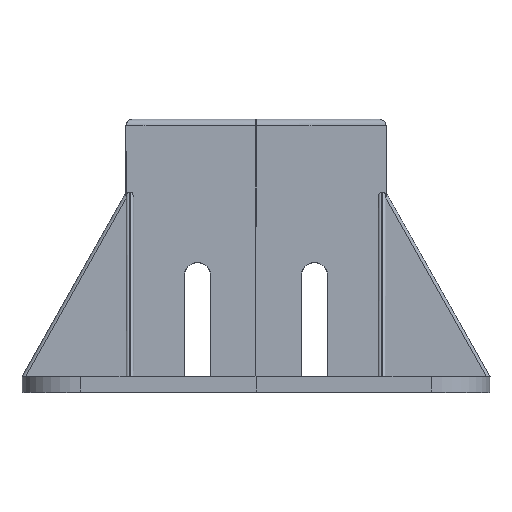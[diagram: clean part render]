
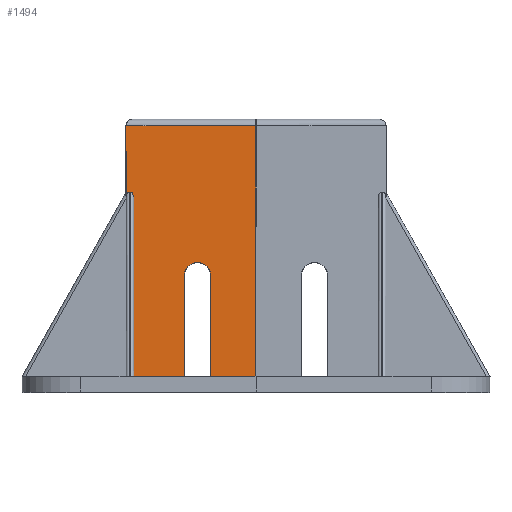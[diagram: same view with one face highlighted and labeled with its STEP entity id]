
A CAD part, top view. The second image highlights one B-rep face of the part: STEP entity #1494.
In plain terms, the highlighted planar face has unit normal (0, 0, 1).
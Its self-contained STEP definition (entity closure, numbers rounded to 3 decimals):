
#15 = CARTESIAN_POINT ( 'NONE',  ( -24.5, 105., 27.5 ) ) ;
#57 = CARTESIAN_POINT ( 'NONE',  ( 7.5, 6., 27.5 ) ) ;
#75 = EDGE_CURVE ( 'NONE', #2310, #1893, #1172, .T. ) ;
#100 = LINE ( 'NONE', #15, #2923 ) ;
#113 = EDGE_CURVE ( 'NONE', #2767, #2164, #3275, .T. ) ;
#120 = ORIENTED_EDGE ( 'NONE', *, *, #3130, .T. ) ;
#158 = CARTESIAN_POINT ( 'NONE',  ( 7.5, 6., 27.5 ) ) ;
#266 = ORIENTED_EDGE ( 'NONE', *, *, #2879, .F. ) ;
#268 = EDGE_CURVE ( 'NONE', #1357, #1232, #100, .T. ) ;
#306 = VERTEX_POINT ( 'NONE', #2175 ) ;
#385 = CARTESIAN_POINT ( 'NONE',  ( 5., 6., 27.5 ) ) ;
#414 = VECTOR ( 'NONE', #627, 1000. ) ;
#427 = DIRECTION ( 'NONE',  ( 1., 0., 0. ) ) ;
#469 = CARTESIAN_POINT ( 'NONE',  ( -24.5, 6., 27.5 ) ) ;
#504 = EDGE_CURVE ( 'NONE', #2310, #306, #593, .T. ) ;
#511 = CARTESIAN_POINT ( 'NONE',  ( 22.5, 6., 27.5 ) ) ;
#546 = ORIENTED_EDGE ( 'NONE', *, *, #2814, .F. ) ;
#565 = DIRECTION ( 'NONE',  ( 0., 0., -1. ) ) ;
#593 =( BOUNDED_CURVE ( )  B_SPLINE_CURVE ( 3, ( #811, #1118, #2988, #1074 ),
 .UNSPECIFIED., .F., .F. ) 
 B_SPLINE_CURVE_WITH_KNOTS ( ( 4, 4 ),
 ( 0., 1.571 ),
 .UNSPECIFIED. ) 
 CURVE ( )  GEOMETRIC_REPRESENTATION_ITEM ( )  RATIONAL_B_SPLINE_CURVE ( ( 1., 0.805, 0.805, 1. ) ) 
 REPRESENTATION_ITEM ( '' )  );
#598 = ORIENTED_EDGE ( 'NONE', *, *, #75, .T. ) ;
#617 = EDGE_CURVE ( 'NONE', #1357, #3011, #2697, .T. ) ;
#627 = DIRECTION ( 'NONE',  ( 0., 1., 0. ) ) ;
#629 = VECTOR ( 'NONE', #2921, 1000. ) ;
#651 = DIRECTION ( 'NONE',  ( 0., -1., 0. ) ) ;
#680 = ORIENTED_EDGE ( 'NONE', *, *, #2324, .T. ) ;
#725 = CARTESIAN_POINT ( 'NONE',  ( 27.5, 102.5, 27.5 ) ) ;
#726 = DIRECTION ( 'NONE',  ( 1., 0., 0. ) ) ;
#811 = CARTESIAN_POINT ( 'NONE',  ( -26.3, 77., 27.5 ) ) ;
#850 = EDGE_CURVE ( 'NONE', #2356, #1203, #2692, .T. ) ;
#853 = CARTESIAN_POINT ( 'NONE',  ( -5., 6., 27.5 ) ) ;
#854 = ORIENTED_EDGE ( 'NONE', *, *, #2673, .F. ) ;
#921 = DIRECTION ( 'NONE',  ( 0., 0., -1. ) ) ;
#1052 =( BOUNDED_CURVE ( )  B_SPLINE_CURVE ( 3, ( #3121, #1482, #3404, #1751 ),
 .UNSPECIFIED., .F., .F. ) 
 B_SPLINE_CURVE_WITH_KNOTS ( ( 4, 4 ),
 ( 1.571, 3.142 ),
 .UNSPECIFIED. ) 
 CURVE ( )  GEOMETRIC_REPRESENTATION_ITEM ( )  RATIONAL_B_SPLINE_CURVE ( ( 1., 0.805, 0.805, 1. ) ) 
 REPRESENTATION_ITEM ( '' )  );
#1074 = CARTESIAN_POINT ( 'NONE',  ( -27.5, 74.555, 27.5 ) ) ;
#1091 = VECTOR ( 'NONE', #726, 1000. ) ;
#1118 = CARTESIAN_POINT ( 'NONE',  ( -27.003, 77., 27.5 ) ) ;
#1135 = LINE ( 'NONE', #2258, #414 ) ;
#1151 = VECTOR ( 'NONE', #2784, 1000. ) ;
#1161 = LINE ( 'NONE', #2011, #2524 ) ;
#1172 = LINE ( 'NONE', #2349, #1091 ) ;
#1199 = VECTOR ( 'NONE', #3332, 1000. ) ;
#1203 = VERTEX_POINT ( 'NONE', #385 ) ;
#1232 = VERTEX_POINT ( 'NONE', #2584 ) ;
#1237 = CARTESIAN_POINT ( 'NONE',  ( 0., 45., 27.5 ) ) ;
#1260 = VECTOR ( 'NONE', #1316, 1000. ) ;
#1289 = AXIS2_PLACEMENT_3D ( 'NONE', #3297, #565, #3268 ) ;
#1313 = CARTESIAN_POINT ( 'NONE',  ( 5., 45., 27.5 ) ) ;
#1316 = DIRECTION ( 'NONE',  ( 0., 1., 0. ) ) ;
#1334 = VECTOR ( 'NONE', #427, 1000. ) ;
#1338 = PLANE ( 'NONE',  #1289 ) ;
#1357 = VERTEX_POINT ( 'NONE', #469 ) ;
#1379 = CARTESIAN_POINT ( 'NONE',  ( -26.3, 77., 27.5 ) ) ;
#1413 = CARTESIAN_POINT ( 'NONE',  ( -67.5, 6., 27.5 ) ) ;
#1426 = VERTEX_POINT ( 'NONE', #1565 ) ;
#1454 = EDGE_CURVE ( 'NONE', #3084, #2767, #2630, .T. ) ;
#1482 = CARTESIAN_POINT ( 'NONE',  ( -24.5, 75.987, 27.5 ) ) ;
#1494 = ADVANCED_FACE ( 'NONE', ( #3474 ), #1338, .F. ) ;
#1526 = CARTESIAN_POINT ( 'NONE',  ( -25.7, 77., 27.5 ) ) ;
#1535 = CARTESIAN_POINT ( 'NONE',  ( -67.5, 6., 27.5 ) ) ;
#1565 = CARTESIAN_POINT ( 'NONE',  ( 22.5, 102.5, 27.5 ) ) ;
#1674 = VERTEX_POINT ( 'NONE', #1930 ) ;
#1740 = ORIENTED_EDGE ( 'NONE', *, *, #1773, .F. ) ;
#1751 = CARTESIAN_POINT ( 'NONE',  ( -25.7, 77., 27.5 ) ) ;
#1773 = EDGE_CURVE ( 'NONE', #1674, #1426, #2706, .T. ) ;
#1779 = ORIENTED_EDGE ( 'NONE', *, *, #617, .T. ) ;
#1818 = CARTESIAN_POINT ( 'NONE',  ( 7.5, 6., 27.5 ) ) ;
#1864 = CARTESIAN_POINT ( 'NONE',  ( -27.5, 105., 27.5 ) ) ;
#1893 = VERTEX_POINT ( 'NONE', #1526 ) ;
#1913 = CARTESIAN_POINT ( 'NONE',  ( -7.5, 6., 27.5 ) ) ;
#1930 = CARTESIAN_POINT ( 'NONE',  ( -27.5, 102.5, 27.5 ) ) ;
#1962 = VECTOR ( 'NONE', #2626, 1000. ) ;
#2011 = CARTESIAN_POINT ( 'NONE',  ( 5., 45., 27.5 ) ) ;
#2069 = ORIENTED_EDGE ( 'NONE', *, *, #504, .F. ) ;
#2084 = ORIENTED_EDGE ( 'NONE', *, *, #113, .T. ) ;
#2164 = VERTEX_POINT ( 'NONE', #1313 ) ;
#2175 = CARTESIAN_POINT ( 'NONE',  ( -27.5, 74.555, 27.5 ) ) ;
#2203 = DIRECTION ( 'NONE',  ( 0., 1., 0. ) ) ;
#2258 = CARTESIAN_POINT ( 'NONE',  ( 22.5, 0., 27.5 ) ) ;
#2300 = AXIS2_PLACEMENT_3D ( 'NONE', #1237, #921, #3105 ) ;
#2310 = VERTEX_POINT ( 'NONE', #1379 ) ;
#2324 = EDGE_CURVE ( 'NONE', #2356, #3413, #2659, .T. ) ;
#2349 = CARTESIAN_POINT ( 'NONE',  ( -27.5, 77., 27.5 ) ) ;
#2356 = VERTEX_POINT ( 'NONE', #158 ) ;
#2524 = VECTOR ( 'NONE', #651, 1000. ) ;
#2560 = EDGE_CURVE ( 'NONE', #2164, #1203, #1161, .T. ) ;
#2584 = CARTESIAN_POINT ( 'NONE',  ( -24.5, 74.555, 27.5 ) ) ;
#2609 = CARTESIAN_POINT ( 'NONE',  ( -5., 45., 27.5 ) ) ;
#2623 = ORIENTED_EDGE ( 'NONE', *, *, #1454, .T. ) ;
#2626 = DIRECTION ( 'NONE',  ( 1., 0., 0. ) ) ;
#2630 = LINE ( 'NONE', #3488, #1260 ) ;
#2659 = LINE ( 'NONE', #1413, #1199 ) ;
#2673 = EDGE_CURVE ( 'NONE', #1232, #1893, #1052, .T. ) ;
#2676 = LINE ( 'NONE', #1864, #3407 ) ;
#2692 = LINE ( 'NONE', #57, #1151 ) ;
#2697 = LINE ( 'NONE', #1535, #1962 ) ;
#2706 = LINE ( 'NONE', #725, #1334 ) ;
#2767 = VERTEX_POINT ( 'NONE', #2609 ) ;
#2784 = DIRECTION ( 'NONE',  ( -1., 0., 0. ) ) ;
#2807 = LINE ( 'NONE', #1818, #629 ) ;
#2814 = EDGE_CURVE ( 'NONE', #3084, #3011, #2807, .T. ) ;
#2879 = EDGE_CURVE ( 'NONE', #306, #1674, #2676, .T. ) ;
#2921 = DIRECTION ( 'NONE',  ( -1., 0., 0. ) ) ;
#2923 = VECTOR ( 'NONE', #2203, 1000. ) ;
#2988 = CARTESIAN_POINT ( 'NONE',  ( -27.5, 75.987, 27.5 ) ) ;
#3011 = VERTEX_POINT ( 'NONE', #1913 ) ;
#3084 = VERTEX_POINT ( 'NONE', #853 ) ;
#3105 = DIRECTION ( 'NONE',  ( 0., -1., 0. ) ) ;
#3121 = CARTESIAN_POINT ( 'NONE',  ( -24.5, 74.555, 27.5 ) ) ;
#3130 = EDGE_CURVE ( 'NONE', #3413, #1426, #1135, .T. ) ;
#3168 = EDGE_LOOP ( 'NONE', ( #120, #1740, #266, #2069, #598, #854, #3396, #1779, #546, #2623, #2084, #3311, #3221, #680 ) ) ;
#3221 = ORIENTED_EDGE ( 'NONE', *, *, #850, .F. ) ;
#3268 = DIRECTION ( 'NONE',  ( -1., 0., 0. ) ) ;
#3275 = CIRCLE ( 'NONE', #2300, 5. ) ;
#3297 = CARTESIAN_POINT ( 'NONE',  ( 27.5, 105., 27.5 ) ) ;
#3311 = ORIENTED_EDGE ( 'NONE', *, *, #2560, .T. ) ;
#3332 = DIRECTION ( 'NONE',  ( 1., 0., 0. ) ) ;
#3396 = ORIENTED_EDGE ( 'NONE', *, *, #268, .F. ) ;
#3404 = CARTESIAN_POINT ( 'NONE',  ( -24.997, 77., 27.5 ) ) ;
#3407 = VECTOR ( 'NONE', #3501, 1000. ) ;
#3413 = VERTEX_POINT ( 'NONE', #511 ) ;
#3474 = FACE_OUTER_BOUND ( 'NONE', #3168, .T. ) ;
#3488 = CARTESIAN_POINT ( 'NONE',  ( -5., 0., 27.5 ) ) ;
#3501 = DIRECTION ( 'NONE',  ( 0., 1., 0. ) ) ;
